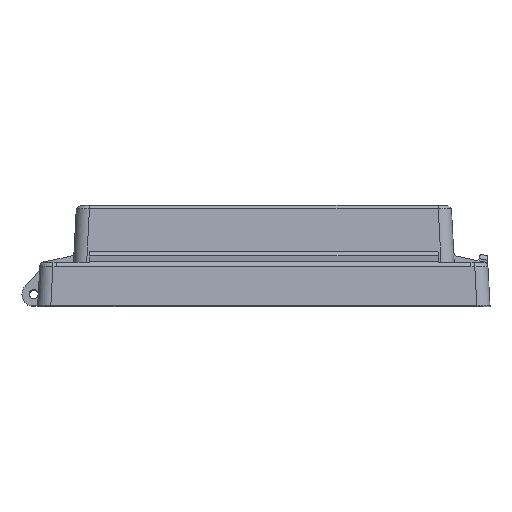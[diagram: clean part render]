
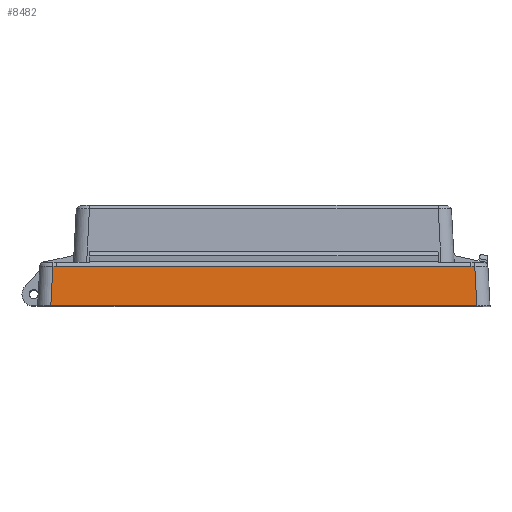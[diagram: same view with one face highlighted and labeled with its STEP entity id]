
A CAD part, top view. The second image highlights one B-rep face of the part: STEP entity #8482.
In plain terms, the highlighted planar face has unit normal (0, 0.052, 0.999).
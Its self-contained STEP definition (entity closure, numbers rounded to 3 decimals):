
#72 = FACE_OUTER_BOUND ( 'NONE', #3479, .T. ) ;
#336 = ORIENTED_EDGE ( 'NONE', *, *, #5639, .T. ) ;
#387 =( BOUNDED_CURVE ( )  B_SPLINE_CURVE ( 3, ( #8475, #5095, #3228, #8496 ),
 .UNSPECIFIED., .F., .T. ) 
 B_SPLINE_CURVE_WITH_KNOTS ( ( 4, 4 ),
 ( 1.89, 1.937 ),
 .UNSPECIFIED. ) 
 CURVE ( )  GEOMETRIC_REPRESENTATION_ITEM ( )  RATIONAL_B_SPLINE_CURVE ( ( 1., 1., 1., 1. ) ) 
 REPRESENTATION_ITEM ( '' )  );
#480 = DIRECTION ( 'NONE',  ( -1., 0., 0. ) ) ;
#572 = LINE ( 'NONE', #4920, #7009 ) ;
#599 = DIRECTION ( 'NONE',  ( -1., 0., 0. ) ) ;
#1315 = CARTESIAN_POINT ( 'NONE',  ( 88.927, -8., 120.919 ) ) ;
#1472 = ORIENTED_EDGE ( 'NONE', *, *, #6555, .T. ) ;
#1779 = PLANE ( 'NONE',  #8180 ) ;
#1780 = CARTESIAN_POINT ( 'NONE',  ( -88.065, 8.44, 120.058 ) ) ;
#1854 = CARTESIAN_POINT ( 'NONE',  ( 94., -8., 120.919 ) ) ;
#1875 = CARTESIAN_POINT ( 'NONE',  ( -86.996, 8.467, 120.056 ) ) ;
#2356 = CARTESIAN_POINT ( 'NONE',  ( -86.465, 8.467, 120.056 ) ) ;
#2371 = VERTEX_POINT ( 'NONE', #2356 ) ;
#2409 = DIRECTION ( 'NONE',  ( 0., -0.999, 0.052 ) ) ;
#2991 = VERTEX_POINT ( 'NONE', #1315 ) ;
#3028 = CARTESIAN_POINT ( 'NONE',  ( 86.465, 8.467, 120.056 ) ) ;
#3207 = CARTESIAN_POINT ( 'NONE',  ( -87.53, 8.458, 120.057 ) ) ;
#3228 = CARTESIAN_POINT ( 'NONE',  ( 86.996, 8.467, 120.056 ) ) ;
#3479 = EDGE_LOOP ( 'NONE', ( #4708, #336, #1472, #3945, #7018, #4246 ) ) ;
#3945 = ORIENTED_EDGE ( 'NONE', *, *, #5685, .T. ) ;
#3955 = CARTESIAN_POINT ( 'NONE',  ( 88.523, -0.286, 120.515 ) ) ;
#4246 = ORIENTED_EDGE ( 'NONE', *, *, #6291, .F. ) ;
#4348 = VERTEX_POINT ( 'NONE', #3028 ) ;
#4415 = VECTOR ( 'NONE', #599, 1000. ) ;
#4525 = CARTESIAN_POINT ( 'NONE',  ( -87.966, 8.467, 120.056 ) ) ;
#4708 = ORIENTED_EDGE ( 'NONE', *, *, #7910, .T. ) ;
#4920 = CARTESIAN_POINT ( 'NONE',  ( -88.009, 9.513, 120.001 ) ) ;
#4931 = VERTEX_POINT ( 'NONE', #5839 ) ;
#5095 = CARTESIAN_POINT ( 'NONE',  ( 87.53, 8.458, 120.057 ) ) ;
#5228 = LINE ( 'NONE', #1854, #7804 ) ;
#5639 = EDGE_CURVE ( 'NONE', #6617, #4348, #387, .T. ) ;
#5685 = EDGE_CURVE ( 'NONE', #2371, #7191, #8314, .T. ) ;
#5836 = CARTESIAN_POINT ( 'NONE',  ( -86.465, 8.467, 120.056 ) ) ;
#5839 = CARTESIAN_POINT ( 'NONE',  ( -88.927, -8., 120.919 ) ) ;
#5855 = CARTESIAN_POINT ( 'NONE',  ( -88.065, 8.44, 120.058 ) ) ;
#6161 = EDGE_CURVE ( 'NONE', #7191, #4931, #572, .T. ) ;
#6291 = EDGE_CURVE ( 'NONE', #2991, #4931, #5228, .T. ) ;
#6320 = LINE ( 'NONE', #3955, #8048 ) ;
#6522 = CARTESIAN_POINT ( 'NONE',  ( 88.065, 8.44, 120.058 ) ) ;
#6555 = EDGE_CURVE ( 'NONE', #4348, #2371, #6578, .T. ) ;
#6578 = LINE ( 'NONE', #4525, #4415 ) ;
#6617 = VERTEX_POINT ( 'NONE', #6522 ) ;
#7009 = VECTOR ( 'NONE', #8192, 1000. ) ;
#7018 = ORIENTED_EDGE ( 'NONE', *, *, #6161, .T. ) ;
#7191 = VERTEX_POINT ( 'NONE', #5855 ) ;
#7723 = DIRECTION ( 'NONE',  ( 0., 0.052, 0.999 ) ) ;
#7791 = DIRECTION ( 'NONE',  ( -0.052, 0.997, -0.052 ) ) ;
#7804 = VECTOR ( 'NONE', #480, 1000. ) ;
#7910 = EDGE_CURVE ( 'NONE', #2991, #6617, #6320, .T. ) ;
#8048 = VECTOR ( 'NONE', #7791, 1000. ) ;
#8180 = AXIS2_PLACEMENT_3D ( 'NONE', #8318, #7723, #2409 ) ;
#8192 = DIRECTION ( 'NONE',  ( -0.052, -0.997, 0.052 ) ) ;
#8314 =( BOUNDED_CURVE ( )  B_SPLINE_CURVE ( 3, ( #5836, #1875, #3207, #1780 ),
 .UNSPECIFIED., .F., .F. ) 
 B_SPLINE_CURVE_WITH_KNOTS ( ( 4, 4 ),
 ( 4.346, 4.393 ),
 .UNSPECIFIED. ) 
 CURVE ( )  GEOMETRIC_REPRESENTATION_ITEM ( )  RATIONAL_B_SPLINE_CURVE ( ( 1., 1., 1., 1. ) ) 
 REPRESENTATION_ITEM ( '' )  );
#8318 = CARTESIAN_POINT ( 'NONE',  ( 94., 0., 120.5 ) ) ;
#8475 = CARTESIAN_POINT ( 'NONE',  ( 88.065, 8.44, 120.058 ) ) ;
#8482 = ADVANCED_FACE ( 'NONE', ( #72 ), #1779, .T. ) ;
#8496 = CARTESIAN_POINT ( 'NONE',  ( 86.465, 8.467, 120.056 ) ) ;
